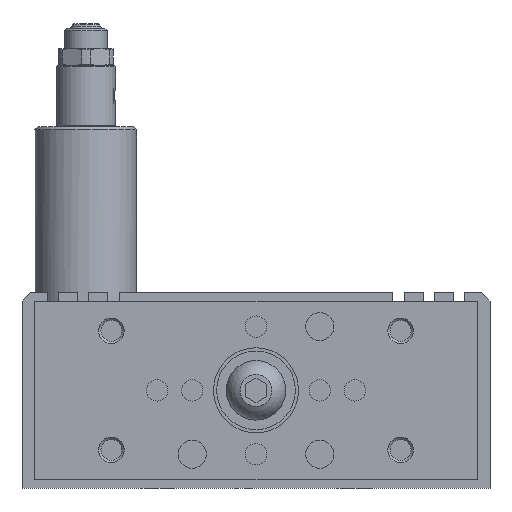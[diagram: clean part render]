
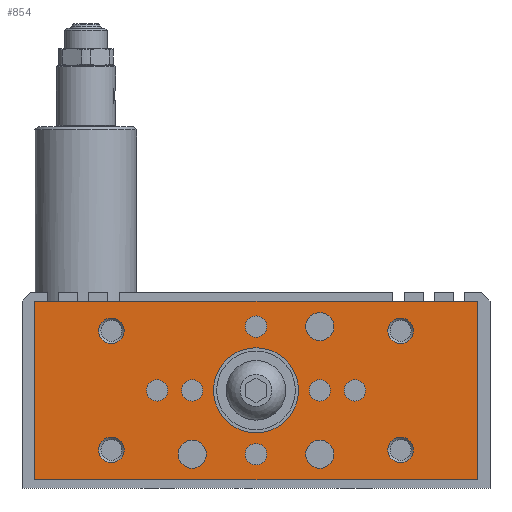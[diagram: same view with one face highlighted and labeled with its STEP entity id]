
A CAD part, left-side view. The second image highlights one B-rep face of the part: STEP entity #854.
In plain terms, the highlighted planar face has unit normal (-1, 0, 0).
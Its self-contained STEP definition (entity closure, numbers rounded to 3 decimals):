
#854 = ADVANCED_FACE( '', ( #1901, #1902, #1903, #1904, #1905, #1906, #1907, #1908, #1909, #1910, #1911, #1912, #1913, #1914, #1915 ), #1916, .F. );
#1901 = FACE_BOUND( '', #3013, .T. );
#1902 = FACE_BOUND( '', #3014, .T. );
#1903 = FACE_BOUND( '', #3015, .T. );
#1904 = FACE_BOUND( '', #3016, .T. );
#1905 = FACE_BOUND( '', #3017, .T. );
#1906 = FACE_BOUND( '', #3018, .T. );
#1907 = FACE_BOUND( '', #3019, .T. );
#1908 = FACE_BOUND( '', #3020, .T. );
#1909 = FACE_BOUND( '', #3021, .T. );
#1910 = FACE_BOUND( '', #3022, .T. );
#1911 = FACE_BOUND( '', #3023, .T. );
#1912 = FACE_BOUND( '', #3024, .T. );
#1913 = FACE_BOUND( '', #3025, .T. );
#1914 = FACE_BOUND( '', #3026, .T. );
#1915 = FACE_OUTER_BOUND( '', #3027, .T. );
#1916 = PLANE( '', #3028 );
#3013 = EDGE_LOOP( '', ( #5161 ) );
#3014 = EDGE_LOOP( '', ( #5162 ) );
#3015 = EDGE_LOOP( '', ( #5163 ) );
#3016 = EDGE_LOOP( '', ( #5164 ) );
#3017 = EDGE_LOOP( '', ( #5165 ) );
#3018 = EDGE_LOOP( '', ( #5166 ) );
#3019 = EDGE_LOOP( '', ( #5167 ) );
#3020 = EDGE_LOOP( '', ( #5168 ) );
#3021 = EDGE_LOOP( '', ( #5169 ) );
#3022 = EDGE_LOOP( '', ( #5170 ) );
#3023 = EDGE_LOOP( '', ( #5171 ) );
#3024 = EDGE_LOOP( '', ( #5172 ) );
#3025 = EDGE_LOOP( '', ( #5173 ) );
#3026 = EDGE_LOOP( '', ( #5174 ) );
#3027 = EDGE_LOOP( '', ( #5175, #5176, #5177, #5178 ) );
#3028 = AXIS2_PLACEMENT_3D( '', #5179, #5180, #5181 );
#5161 = ORIENTED_EDGE( '', *, *, #6083, .T. );
#5162 = ORIENTED_EDGE( '', *, *, #6094, .T. );
#5163 = ORIENTED_EDGE( '', *, *, #6144, .T. );
#5164 = ORIENTED_EDGE( '', *, *, #5912, .T. );
#5165 = ORIENTED_EDGE( '', *, *, #5854, .T. );
#5166 = ORIENTED_EDGE( '', *, *, #6067, .T. );
#5167 = ORIENTED_EDGE( '', *, *, #5958, .T. );
#5168 = ORIENTED_EDGE( '', *, *, #5832, .F. );
#5169 = ORIENTED_EDGE( '', *, *, #6006, .T. );
#5170 = ORIENTED_EDGE( '', *, *, #6161, .T. );
#5171 = ORIENTED_EDGE( '', *, *, #6085, .F. );
#5172 = ORIENTED_EDGE( '', *, *, #6203, .F. );
#5173 = ORIENTED_EDGE( '', *, *, #6111, .T. );
#5174 = ORIENTED_EDGE( '', *, *, #6142, .T. );
#5175 = ORIENTED_EDGE( '', *, *, #5817, .F. );
#5176 = ORIENTED_EDGE( '', *, *, #5984, .F. );
#5177 = ORIENTED_EDGE( '', *, *, #6223, .F. );
#5178 = ORIENTED_EDGE( '', *, *, #6229, .F. );
#5179 = CARTESIAN_POINT( '', ( -106., 52., 44. ) );
#5180 = DIRECTION( '', ( 1., 0., 0. ) );
#5181 = DIRECTION( '', ( 0., 0., 1. ) );
#5817 = EDGE_CURVE( '', #6910, #6912, #6913, .T. );
#5832 = EDGE_CURVE( '', #6935, #6935, #6936, .T. );
#5854 = EDGE_CURVE( '', #6972, #6972, #6973, .T. );
#5912 = EDGE_CURVE( '', #7064, #7064, #7065, .T. );
#5958 = EDGE_CURVE( '', #7132, #7132, #7133, .T. );
#5984 = EDGE_CURVE( '', #7164, #6910, #7166, .T. );
#6006 = EDGE_CURVE( '', #7199, #7199, #7200, .T. );
#6067 = EDGE_CURVE( '', #7284, #7284, #7285, .T. );
#6083 = EDGE_CURVE( '', #7303, #7303, #7304, .T. );
#6085 = EDGE_CURVE( '', #7306, #7306, #7307, .T. );
#6094 = EDGE_CURVE( '', #7316, #7316, #7317, .T. );
#6111 = EDGE_CURVE( '', #7339, #7339, #7340, .T. );
#6142 = EDGE_CURVE( '', #7378, #7378, #7379, .T. );
#6144 = EDGE_CURVE( '', #7381, #7381, #7382, .T. );
#6161 = EDGE_CURVE( '', #7404, #7404, #7405, .T. );
#6203 = EDGE_CURVE( '', #7455, #7455, #7456, .T. );
#6223 = EDGE_CURVE( '', #7476, #7164, #7478, .T. );
#6229 = EDGE_CURVE( '', #6912, #7476, #7485, .T. );
#6910 = VERTEX_POINT( '', #8704 );
#6912 = VERTEX_POINT( '', #8707 );
#6913 = LINE( '', #8708, #8709 );
#6935 = VERTEX_POINT( '', #8735 );
#6936 = CIRCLE( '', #8736, 2.51 );
#6972 = VERTEX_POINT( '', #8780 );
#6973 = CIRCLE( '', #8781, 3.3 );
#7064 = VERTEX_POINT( '', #8925 );
#7065 = CIRCLE( '', #8926, 2.51 );
#7132 = VERTEX_POINT( '', #9023 );
#7133 = CIRCLE( '', #9024, 3.3 );
#7164 = VERTEX_POINT( '', #9076 );
#7166 = LINE( '', #9079, #9080 );
#7199 = VERTEX_POINT( '', #9118 );
#7200 = CIRCLE( '', #9119, 2.51 );
#7284 = VERTEX_POINT( '', #9235 );
#7285 = CIRCLE( '', #9236, 3.3 );
#7303 = VERTEX_POINT( '', #9267 );
#7304 = CIRCLE( '', #9268, 2.51 );
#7306 = VERTEX_POINT( '', #9270 );
#7307 = CIRCLE( '', #9271, 3. );
#7316 = VERTEX_POINT( '', #9281 );
#7317 = CIRCLE( '', #9282, 2.51 );
#7339 = VERTEX_POINT( '', #9311 );
#7340 = CIRCLE( '', #9312, 3. );
#7378 = VERTEX_POINT( '', #9369 );
#7379 = CIRCLE( '', #9370, 10. );
#7381 = VERTEX_POINT( '', #9372 );
#7382 = CIRCLE( '', #9373, 2.51 );
#7404 = VERTEX_POINT( '', #9397 );
#7405 = CIRCLE( '', #9398, 3. );
#7455 = VERTEX_POINT( '', #9463 );
#7456 = CIRCLE( '', #9464, 3. );
#7476 = VERTEX_POINT( '', #9493 );
#7478 = LINE( '', #9496, #9497 );
#7485 = LINE( '', #9504, #9505 );
#8704 = CARTESIAN_POINT( '', ( -106., 52., 2. ) );
#8707 = CARTESIAN_POINT( '', ( -106., 52., 44. ) );
#8708 = CARTESIAN_POINT( '', ( -106., 52., 2. ) );
#8709 = VECTOR( '', #10065, 1000. );
#8735 = CARTESIAN_POINT( '', ( -106., 20.74, 23. ) );
#8736 = AXIS2_PLACEMENT_3D( '', #10085, #10086, #10087 );
#8780 = CARTESIAN_POINT( '', ( -106., 15., 4.7 ) );
#8781 = AXIS2_PLACEMENT_3D( '', #10120, #10121, #10122 );
#8925 = CARTESIAN_POINT( '', ( -106., -12.49, 23. ) );
#8926 = AXIS2_PLACEMENT_3D( '', #10212, #10213, #10214 );
#9023 = CARTESIAN_POINT( '', ( -106., -15., 34.7 ) );
#9024 = AXIS2_PLACEMENT_3D( '', #10270, #10271, #10272 );
#9076 = CARTESIAN_POINT( '', ( -106., -52., 2. ) );
#9079 = CARTESIAN_POINT( '', ( -106., -52., 2. ) );
#9080 = VECTOR( '', #10294, 1000. );
#9118 = CARTESIAN_POINT( '', ( -106., -20.74, 23. ) );
#9119 = AXIS2_PLACEMENT_3D( '', #10324, #10325, #10326 );
#9235 = CARTESIAN_POINT( '', ( -106., -15., 4.7 ) );
#9236 = AXIS2_PLACEMENT_3D( '', #10401, #10402, #10403 );
#9267 = CARTESIAN_POINT( '', ( -106., 0., 10.51 ) );
#9268 = AXIS2_PLACEMENT_3D( '', #10410, #10411, #10412 );
#9270 = CARTESIAN_POINT( '', ( -106., -31., 9. ) );
#9271 = AXIS2_PLACEMENT_3D( '', #10413, #10414, #10415 );
#9281 = CARTESIAN_POINT( '', ( -106., 12.49, 23. ) );
#9282 = AXIS2_PLACEMENT_3D( '', #10423, #10424, #10425 );
#9311 = CARTESIAN_POINT( '', ( -106., -31., 37. ) );
#9312 = AXIS2_PLACEMENT_3D( '', #10443, #10444, #10445 );
#9369 = CARTESIAN_POINT( '', ( -106., 10., 23. ) );
#9370 = AXIS2_PLACEMENT_3D( '', #10475, #10476, #10477 );
#9372 = CARTESIAN_POINT( '', ( -106., 0., 35.49 ) );
#9373 = AXIS2_PLACEMENT_3D( '', #10478, #10479, #10480 );
#9397 = CARTESIAN_POINT( '', ( -106., 31., 9. ) );
#9398 = AXIS2_PLACEMENT_3D( '', #10498, #10499, #10500 );
#9463 = CARTESIAN_POINT( '', ( -106., 31., 37. ) );
#9464 = AXIS2_PLACEMENT_3D( '', #10528, #10529, #10530 );
#9493 = CARTESIAN_POINT( '', ( -106., -52., 44. ) );
#9496 = CARTESIAN_POINT( '', ( -106., -52., 44. ) );
#9497 = VECTOR( '', #10538, 1000. );
#9504 = CARTESIAN_POINT( '', ( -106., 52., 44. ) );
#9505 = VECTOR( '', #10545, 1000. );
#10065 = DIRECTION( '', ( 0., 0., 1. ) );
#10085 = CARTESIAN_POINT( '', ( -106., 23.25, 23. ) );
#10086 = DIRECTION( '', ( -1., 0., 0. ) );
#10087 = DIRECTION( '', ( 0., -1., 0. ) );
#10120 = CARTESIAN_POINT( '', ( -106., 15., 8. ) );
#10121 = DIRECTION( '', ( 1., 0., 0. ) );
#10122 = DIRECTION( '', ( 0., 0., -1. ) );
#10212 = CARTESIAN_POINT( '', ( -106., -15., 23. ) );
#10213 = DIRECTION( '', ( 1., 0., 0. ) );
#10214 = DIRECTION( '', ( 0., 1., 0. ) );
#10270 = CARTESIAN_POINT( '', ( -106., -15., 38. ) );
#10271 = DIRECTION( '', ( 1., 0., 0. ) );
#10272 = DIRECTION( '', ( 0., 0., -1. ) );
#10294 = DIRECTION( '', ( 0., 1., 0. ) );
#10324 = CARTESIAN_POINT( '', ( -106., -23.25, 23. ) );
#10325 = DIRECTION( '', ( 1., 0., 0. ) );
#10326 = DIRECTION( '', ( 0., 1., 0. ) );
#10401 = CARTESIAN_POINT( '', ( -106., -15., 8. ) );
#10402 = DIRECTION( '', ( 1., 0., 0. ) );
#10403 = DIRECTION( '', ( 0., 0., -1. ) );
#10410 = CARTESIAN_POINT( '', ( -106., 0., 8. ) );
#10411 = DIRECTION( '', ( 1., 0., 0. ) );
#10412 = DIRECTION( '', ( 0., 0., 1. ) );
#10413 = CARTESIAN_POINT( '', ( -106., -34., 9. ) );
#10414 = DIRECTION( '', ( -1., 0., 0. ) );
#10415 = DIRECTION( '', ( 0., 1., 0. ) );
#10423 = CARTESIAN_POINT( '', ( -106., 15., 23. ) );
#10424 = DIRECTION( '', ( 1., 0., 0. ) );
#10425 = DIRECTION( '', ( 0., -1., 0. ) );
#10443 = CARTESIAN_POINT( '', ( -106., -34., 37. ) );
#10444 = DIRECTION( '', ( 1., 0., 0. ) );
#10445 = DIRECTION( '', ( 0., 1., 0. ) );
#10475 = CARTESIAN_POINT( '', ( -106., 0., 23. ) );
#10476 = DIRECTION( '', ( 1., 0., 0. ) );
#10477 = DIRECTION( '', ( 0., 1., 0. ) );
#10478 = CARTESIAN_POINT( '', ( -106., 0., 38. ) );
#10479 = DIRECTION( '', ( 1., 0., 0. ) );
#10480 = DIRECTION( '', ( 0., 0., -1. ) );
#10498 = CARTESIAN_POINT( '', ( -106., 34., 9. ) );
#10499 = DIRECTION( '', ( 1., 0., 0. ) );
#10500 = DIRECTION( '', ( 0., -1., 0. ) );
#10528 = CARTESIAN_POINT( '', ( -106., 34., 37. ) );
#10529 = DIRECTION( '', ( -1., 0., 0. ) );
#10530 = DIRECTION( '', ( 0., -1., 0. ) );
#10538 = DIRECTION( '', ( 0., 0., -1. ) );
#10545 = DIRECTION( '', ( 0., -1., 0. ) );
